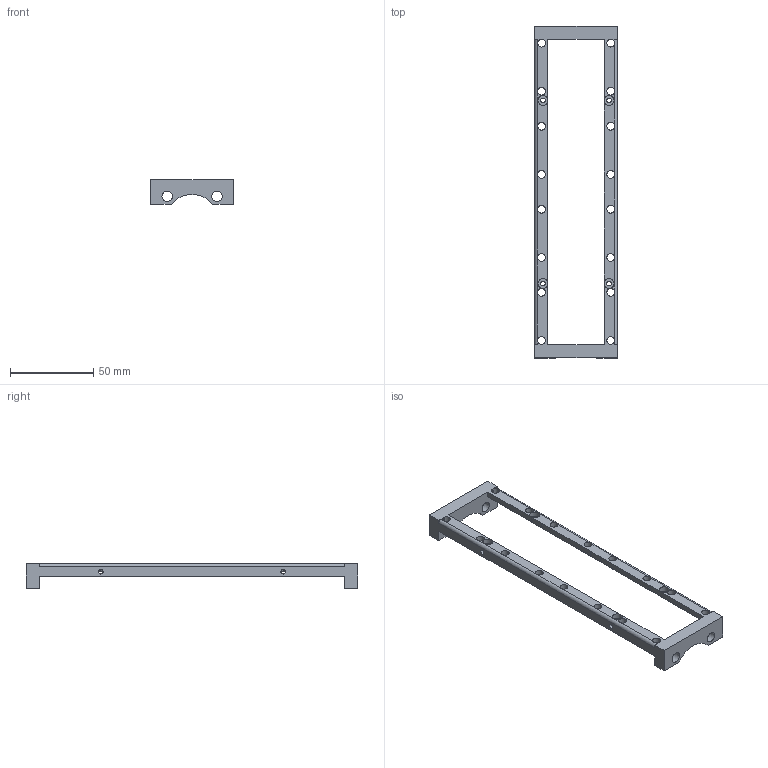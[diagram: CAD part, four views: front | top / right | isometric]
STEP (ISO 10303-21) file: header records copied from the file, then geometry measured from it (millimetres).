
FILE_DESCRIPTION(/* description */ (''),/* implementation_level */ '2;1');
FILE_NAME(/* name */ '20_Cube_insert_openISM_vase_v3.ipt.step',/* time_stamp */ '2022-11-29T08:07:55+01:00',/* author */ ('diederichbenedict'),/* organization */ (''),/* preprocessor_version */ 'ST-DEVELOPER v18.1',/* originating_system */ 'Autodesk Inventor 2022',/* authorisation */ '');
FILE_SCHEMA (('AUTOMOTIVE_DESIGN { 1 0 10303 214 3 1 1 }'));
Length unit declared in the file: millimetre
Products named in the file (1): 10_Lid_2x1_v3
Bounding box: 49.8 x 199.8 x 15 mm (x, y, z)
Volume: 26228.8 mm3; surface area: 16729.4 mm2
Topology: 1 solids, 1 shells, 86 faces, 352 edges, 230 vertices
Faces by surface type: cylinder 47, plane 35, cone 4
Full cylindrical faces by diameter (mm): 2.8 x4, 2.9 x4, 4.7 x14, 6 x2, 6.3 x4
Entity records: 4242 total; most frequent: CARTESIAN_POINT 1125, ORIENTED_EDGE 712, DIRECTION 628, EDGE_CURVE 356, VERTEX_POINT 230, AXIS2_PLACEMENT_3D 228, LINE 172, VECTOR 172
